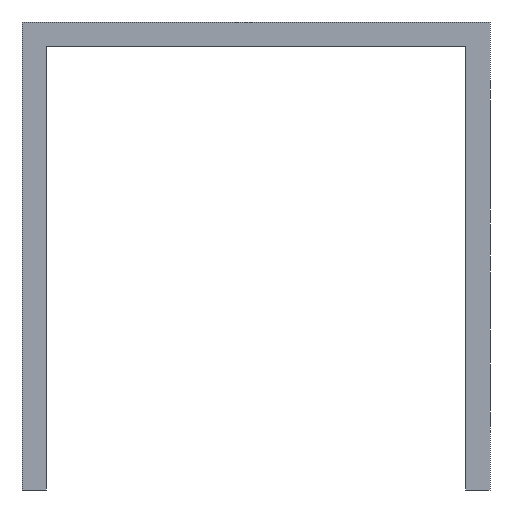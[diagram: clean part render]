
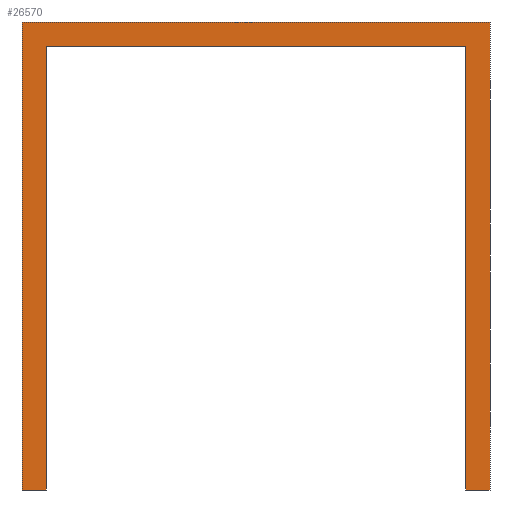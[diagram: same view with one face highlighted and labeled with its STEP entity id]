
A CAD part, front view. The second image highlights one B-rep face of the part: STEP entity #26570.
In plain terms, the highlighted planar face has unit normal (0, -1, 0).
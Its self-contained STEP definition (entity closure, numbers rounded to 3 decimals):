
#10861 = EDGE_CURVE('',#10862,#10864,#10866,.T.);
#10862 = VERTEX_POINT('',#10863);
#10863 = CARTESIAN_POINT('',(21.5,0.,-45.5));
#10864 = VERTEX_POINT('',#10865);
#10865 = CARTESIAN_POINT('',(21.5,0.,0.));
#10866 = LINE('',#10867,#10868);
#10867 = CARTESIAN_POINT('',(21.5,0.,0.));
#10868 = VECTOR('',#10869,1.);
#10869 = DIRECTION('',(0.,-0.,1.));
#13196 = EDGE_CURVE('',#13197,#13199,#13201,.T.);
#13197 = VERTEX_POINT('',#13198);
#13198 = CARTESIAN_POINT('',(24.,0.,2.5));
#13199 = VERTEX_POINT('',#13200);
#13200 = CARTESIAN_POINT('',(24.,0.,-45.5));
#13201 = LINE('',#13202,#13203);
#13202 = CARTESIAN_POINT('',(24.,0.,-45.5));
#13203 = VECTOR('',#13204,1.);
#13204 = DIRECTION('',(0.,-0.,-1.));
#15331 = EDGE_CURVE('',#10864,#15332,#15334,.T.);
#15332 = VERTEX_POINT('',#15333);
#15333 = CARTESIAN_POINT('',(-21.5,0.,0.));
#15334 = LINE('',#15335,#15336);
#15335 = CARTESIAN_POINT('',(-21.5,0.,0.));
#15336 = VECTOR('',#15337,1.);
#15337 = DIRECTION('',(-1.,-0.,0.));
#17657 = EDGE_CURVE('',#17658,#13197,#17660,.T.);
#17658 = VERTEX_POINT('',#17659);
#17659 = CARTESIAN_POINT('',(-24.,0.,2.5));
#17660 = LINE('',#17661,#17662);
#17661 = CARTESIAN_POINT('',(24.,0.,2.5));
#17662 = VECTOR('',#17663,1.);
#17663 = DIRECTION('',(1.,-0.,0.));
#23749 = EDGE_CURVE('',#15332,#23750,#23752,.T.);
#23750 = VERTEX_POINT('',#23751);
#23751 = CARTESIAN_POINT('',(-21.5,0.,-45.5));
#23752 = LINE('',#23753,#23754);
#23753 = CARTESIAN_POINT('',(-21.5,0.,0.));
#23754 = VECTOR('',#23755,1.);
#23755 = DIRECTION('',(0.,0.,-1.));
#25661 = EDGE_CURVE('',#25662,#17658,#25664,.T.);
#25662 = VERTEX_POINT('',#25663);
#25663 = CARTESIAN_POINT('',(-24.,0.,-45.5));
#25664 = LINE('',#25665,#25666);
#25665 = CARTESIAN_POINT('',(-24.,0.,-45.5));
#25666 = VECTOR('',#25667,1.);
#25667 = DIRECTION('',(0.,0.,1.));
#26514 = EDGE_CURVE('',#23750,#25662,#26515,.T.);
#26515 = LINE('',#26516,#26517);
#26516 = CARTESIAN_POINT('',(-21.5,0.,-45.5));
#26517 = VECTOR('',#26518,1.);
#26518 = DIRECTION('',(-1.,0.,0.));
#26536 = EDGE_CURVE('',#13199,#10862,#26537,.T.);
#26537 = LINE('',#26538,#26539);
#26538 = CARTESIAN_POINT('',(21.5,0.,-45.5));
#26539 = VECTOR('',#26540,1.);
#26540 = DIRECTION('',(-1.,-0.,-0.));
#26570 = ADVANCED_FACE('',(#26571),#26581,.T.);
#26571 = FACE_BOUND('',#26572,.T.);
#26572 = EDGE_LOOP('',(#26573,#26574,#26575,#26576,#26577,#26578,#26579,
    #26580));
#26573 = ORIENTED_EDGE('',*,*,#10861,.F.);
#26574 = ORIENTED_EDGE('',*,*,#26536,.F.);
#26575 = ORIENTED_EDGE('',*,*,#13196,.F.);
#26576 = ORIENTED_EDGE('',*,*,#17657,.F.);
#26577 = ORIENTED_EDGE('',*,*,#25661,.F.);
#26578 = ORIENTED_EDGE('',*,*,#26514,.F.);
#26579 = ORIENTED_EDGE('',*,*,#23749,.F.);
#26580 = ORIENTED_EDGE('',*,*,#15331,.F.);
#26581 = PLANE('',#26582);
#26582 = AXIS2_PLACEMENT_3D('',#26583,#26584,#26585);
#26583 = CARTESIAN_POINT('',(0.,0.,0.));
#26584 = DIRECTION('',(0.,-1.,0.));
#26585 = DIRECTION('',(0.,0.,-1.));
